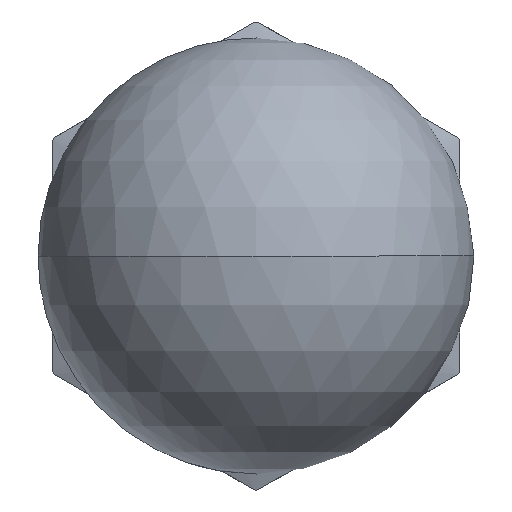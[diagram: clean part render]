
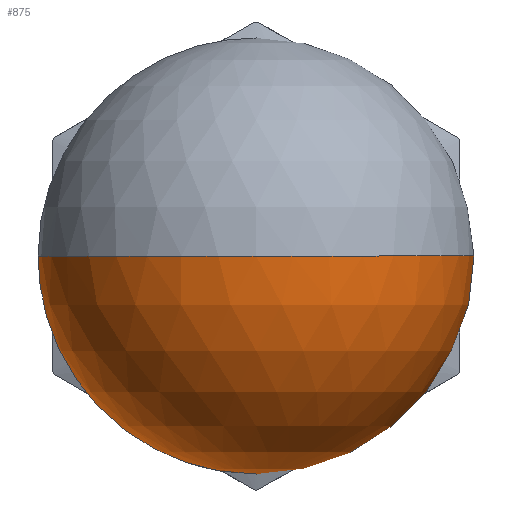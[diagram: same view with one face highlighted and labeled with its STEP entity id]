
A CAD part, front view. The second image highlights one B-rep face of the part: STEP entity #875.
In plain terms, the highlighted spherical face has radius 7.5 mm.
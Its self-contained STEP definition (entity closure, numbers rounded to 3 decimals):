
#39 = EDGE_CURVE ( 'NONE', #1088, #972, #476, .T. ) ;
#45 = ORIENTED_EDGE ( 'NONE', *, *, #619, .F. ) ;
#47 = EDGE_CURVE ( 'NONE', #1088, #504, #448, .T. ) ;
#119 = CIRCLE ( 'NONE', #414, 6. ) ;
#274 = DIRECTION ( 'NONE',  ( 1., 0., 0. ) ) ;
#288 = AXIS2_PLACEMENT_3D ( 'NONE', #597, #600, #595 ) ;
#379 = DIRECTION ( 'NONE',  ( 0., 0., 1. ) ) ;
#388 = CARTESIAN_POINT ( 'NONE',  ( 0., -14.5, 0. ) ) ;
#413 = DIRECTION ( 'NONE',  ( -1., 0., 0. ) ) ;
#414 = AXIS2_PLACEMENT_3D ( 'NONE', #726, #719, #717 ) ;
#416 = CARTESIAN_POINT ( 'NONE',  ( 0., -14.5, 0. ) ) ;
#448 = CIRCLE ( 'NONE', #1114, 7.5 ) ;
#454 = AXIS2_PLACEMENT_3D ( 'NONE', #416, #803, #413 ) ;
#468 = CARTESIAN_POINT ( 'NONE',  ( 0., -22., 0. ) ) ;
#476 = CIRCLE ( 'NONE', #454, 7.5 ) ;
#504 = VERTEX_POINT ( 'NONE', #1038 ) ;
#542 = CARTESIAN_POINT ( 'NONE',  ( -6., -10., 0. ) ) ;
#545 = ORIENTED_EDGE ( 'NONE', *, *, #39, .T. ) ;
#595 = DIRECTION ( 'NONE',  ( -1., 0., 0. ) ) ;
#597 = CARTESIAN_POINT ( 'NONE',  ( 0., -14.5, 0. ) ) ;
#600 = DIRECTION ( 'NONE',  ( 0., 0., 1. ) ) ;
#619 = EDGE_CURVE ( 'NONE', #504, #972, #119, .T. ) ;
#717 = DIRECTION ( 'NONE',  ( -1., 0., 0. ) ) ;
#719 = DIRECTION ( 'NONE',  ( 0., 1., 0. ) ) ;
#724 = EDGE_LOOP ( 'NONE', ( #822, #545, #45 ) ) ;
#726 = CARTESIAN_POINT ( 'NONE',  ( 0., -10., 0. ) ) ;
#803 = DIRECTION ( 'NONE',  ( 0., 0., -1. ) ) ;
#822 = ORIENTED_EDGE ( 'NONE', *, *, #47, .F. ) ;
#875 = ADVANCED_FACE ( 'NONE', ( #969 ), #978, .T. ) ;
#969 = FACE_OUTER_BOUND ( 'NONE', #724, .T. ) ;
#972 = VERTEX_POINT ( 'NONE', #542 ) ;
#978 = SPHERICAL_SURFACE ( 'NONE', #288, 7.5 ) ;
#1038 = CARTESIAN_POINT ( 'NONE',  ( 6., -10., 0. ) ) ;
#1088 = VERTEX_POINT ( 'NONE', #468 ) ;
#1114 = AXIS2_PLACEMENT_3D ( 'NONE', #388, #379, #274 ) ;
